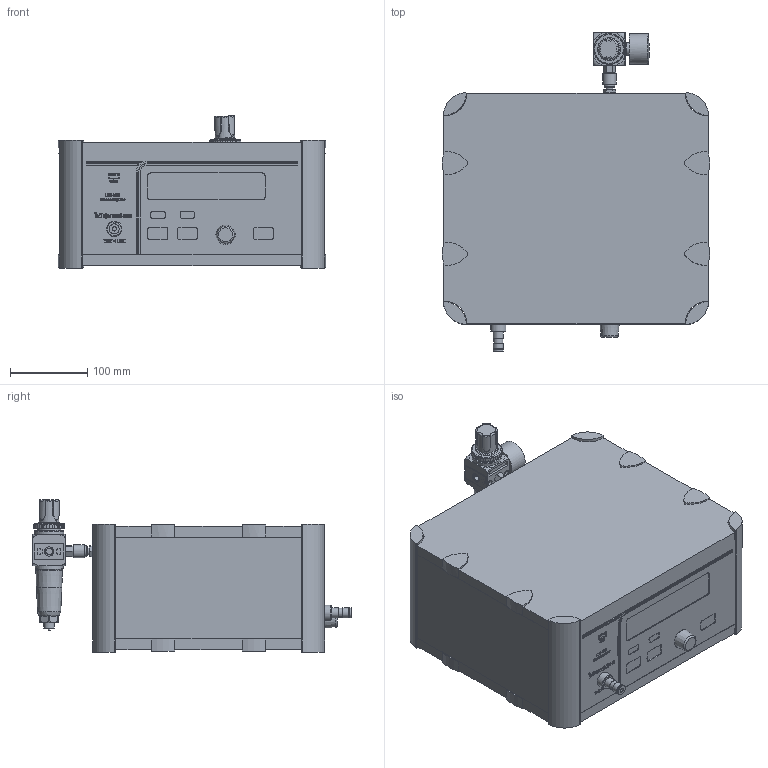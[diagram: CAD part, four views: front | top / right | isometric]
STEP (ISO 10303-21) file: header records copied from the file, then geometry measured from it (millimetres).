
FILE_DESCRIPTION((''),'2;1');
FILE_NAME('LTC-502.stp','2011-09-29T10:03:43',('B.Aktay'),(''),'Autodesk Inventor 2011','Autodesk Inventor 2011','');
FILE_SCHEMA(('CONFIG_CONTROL_DESIGN'));
Length unit declared in the file: millimetre
Products named in the file (1): LTC-502
Bounding box: 346.57 x 412.57 x 197.38 mm (x, y, z)
Volume: 16517651 mm3; surface area: 515697.2 mm2
Topology: 2 solids, 12 shells, 1348 faces, 3519 edges, 2308 vertices
Faces by surface type: plane 808, cylinder 308, bspline 189, cone 22, torus 19, sphere 2
Full cylindrical faces by diameter (mm): 2.062 x1, 2.195 x1, 2.5 x1, 3.242 x8, 4.5 x8, 5 x8, 5.394 x1, 5.5 x1, 7.2 x4, 8.566 x3, 9 x2, 9.728 x1, 10 x1, 12 x2, 12.21 x1, 12.247 x1, 13 x3, 13.8 x1, 14 x1, 15 x1, 16 x1, 17 x1, 18 x3, 20 x1, 22 x1, 25 x1, 30 x2, 36 x1, 38 x1, 39.2 x1
Entity records: 45746 total; most frequent: CARTESIAN_POINT 12707, ORIENTED_EDGE 6842, DIRECTION 5823, EDGE_CURVE 3421, VERTEX_POINT 2293, VECTOR 2223, LINE 2223, AXIS2_PLACEMENT_3D 1800
